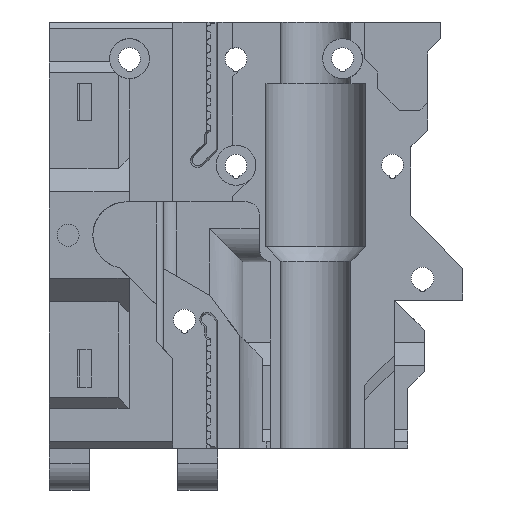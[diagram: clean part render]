
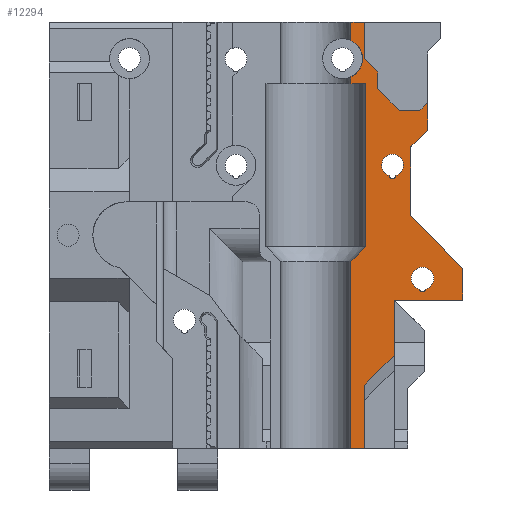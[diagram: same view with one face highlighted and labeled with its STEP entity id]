
A CAD part, front view. The second image highlights one B-rep face of the part: STEP entity #12294.
In plain terms, the highlighted planar face has unit normal (0, -1, 0).
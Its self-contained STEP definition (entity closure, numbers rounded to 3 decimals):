
#482=CIRCLE('',#13136,0.5);
#486=CIRCLE('',#13143,1.65);
#500=CIRCLE('',#13173,3.);
#501=CIRCLE('',#13174,1.7);
#502=CIRCLE('',#13175,0.5);
#685=FACE_BOUND('',#2069,.T.);
#686=FACE_BOUND('',#2070,.T.);
#873=PLANE('',#13172);
#1388=FACE_OUTER_BOUND('',#2068,.T.);
#2068=EDGE_LOOP('',(#9843,#9844,#9845,#9846,#9847,#9848,#9849,#9850,#9851,
#9852,#9853,#9854,#9855,#9856,#9857,#9858,#9859,#9860,#9861,#9862,#9863,
#9864,#9865,#9866,#9867));
#2069=EDGE_LOOP('',(#9868,#9869));
#2070=EDGE_LOOP('',(#9870,#9871));
#2753=LINE('',#18409,#4011);
#2814=LINE('',#18578,#4072);
#2983=LINE('',#19850,#4241);
#2990=LINE('',#19863,#4248);
#3084=LINE('',#20131,#4342);
#3107=LINE('',#20185,#4365);
#3109=LINE('',#20188,#4367);
#3120=LINE('',#20211,#4378);
#3132=LINE('',#20234,#4390);
#3133=LINE('',#20237,#4391);
#3136=LINE('',#20243,#4394);
#3138=LINE('',#20247,#4396);
#3140=LINE('',#20251,#4398);
#3142=LINE('',#20255,#4400);
#3144=LINE('',#20258,#4402);
#3159=LINE('',#20312,#4417);
#3193=LINE('',#20430,#4451);
#3194=LINE('',#20433,#4452);
#3195=LINE('',#20435,#4453);
#3196=LINE('',#20436,#4454);
#3197=LINE('',#20440,#4455);
#3198=LINE('',#20442,#4456);
#3199=LINE('',#20444,#4457);
#3200=LINE('',#20445,#4458);
#4011=VECTOR('',#14315,10.);
#4072=VECTOR('',#14456,10.);
#4241=VECTOR('',#14903,10.);
#4248=VECTOR('',#14912,10.);
#4342=VECTOR('',#15142,10.);
#4365=VECTOR('',#15189,10.);
#4367=VECTOR('',#15193,10.);
#4378=VECTOR('',#15208,10.);
#4390=VECTOR('',#15224,10.);
#4391=VECTOR('',#15227,10.);
#4394=VECTOR('',#15232,10.);
#4396=VECTOR('',#15236,10.);
#4398=VECTOR('',#15240,10.);
#4400=VECTOR('',#15244,10.);
#4402=VECTOR('',#15248,10.);
#4417=VECTOR('',#15301,10.);
#4451=VECTOR('',#15383,10.);
#4452=VECTOR('',#15386,10.);
#4453=VECTOR('',#15387,10.);
#4454=VECTOR('',#15388,10.);
#4455=VECTOR('',#15391,10.);
#4456=VECTOR('',#15392,10.);
#4457=VECTOR('',#15393,10.);
#4458=VECTOR('',#15394,10.);
#5449=VERTEX_POINT('',#18403);
#5451=VERTEX_POINT('',#18407);
#5519=VERTEX_POINT('',#18577);
#5756=VERTEX_POINT('',#19843);
#5759=VERTEX_POINT('',#19848);
#5764=VERTEX_POINT('',#19861);
#5842=VERTEX_POINT('',#20128);
#5843=VERTEX_POINT('',#20130);
#5862=VERTEX_POINT('',#20184);
#5872=VERTEX_POINT('',#20209);
#5881=VERTEX_POINT('',#20232);
#5882=VERTEX_POINT('',#20236);
#5883=VERTEX_POINT('',#20240);
#5884=VERTEX_POINT('',#20242);
#5885=VERTEX_POINT('',#20246);
#5886=VERTEX_POINT('',#20250);
#5887=VERTEX_POINT('',#20254);
#5893=VERTEX_POINT('',#20274);
#5894=VERTEX_POINT('',#20276);
#5901=VERTEX_POINT('',#20295);
#5902=VERTEX_POINT('',#20297);
#5907=VERTEX_POINT('',#20311);
#5941=VERTEX_POINT('',#20428);
#5942=VERTEX_POINT('',#20432);
#5943=VERTEX_POINT('',#20434);
#5944=VERTEX_POINT('',#20437);
#5945=VERTEX_POINT('',#20439);
#5946=VERTEX_POINT('',#20441);
#5947=VERTEX_POINT('',#20443);
#6761=EDGE_CURVE('',#5449,#5451,#2753,.T.);
#6845=EDGE_CURVE('',#5449,#5519,#2814,.T.);
#7153=EDGE_CURVE('',#5759,#5756,#2983,.T.);
#7160=EDGE_CURVE('',#5764,#5759,#2990,.T.);
#7285=EDGE_CURVE('',#5842,#5843,#3084,.T.);
#7312=EDGE_CURVE('',#5862,#5842,#3107,.T.);
#7314=EDGE_CURVE('',#5764,#5843,#3109,.T.);
#7325=EDGE_CURVE('',#5872,#5862,#3120,.T.);
#7337=EDGE_CURVE('',#5519,#5881,#3132,.T.);
#7338=EDGE_CURVE('',#5756,#5882,#3133,.T.);
#7341=EDGE_CURVE('',#5883,#5884,#3136,.T.);
#7343=EDGE_CURVE('',#5884,#5885,#3138,.T.);
#7345=EDGE_CURVE('',#5885,#5886,#3140,.T.);
#7347=EDGE_CURVE('',#5881,#5887,#3142,.T.);
#7349=EDGE_CURVE('',#5887,#5883,#3144,.T.);
#7357=EDGE_CURVE('',#5894,#5893,#482,.T.);
#7367=EDGE_CURVE('',#5902,#5901,#486,.T.);
#7374=EDGE_CURVE('',#5882,#5907,#3159,.T.);
#7422=EDGE_CURVE('',#5941,#5907,#3193,.T.);
#7423=EDGE_CURVE('',#5941,#5942,#3194,.T.);
#7424=EDGE_CURVE('',#5943,#5872,#3195,.T.);
#7425=EDGE_CURVE('',#5886,#5943,#3196,.T.);
#7426=EDGE_CURVE('',#5451,#5944,#500,.T.);
#7427=EDGE_CURVE('',#5944,#5945,#3197,.T.);
#7428=EDGE_CURVE('',#5945,#5946,#3198,.T.);
#7429=EDGE_CURVE('',#5946,#5947,#3199,.T.);
#7430=EDGE_CURVE('',#5947,#5942,#3200,.T.);
#7431=EDGE_CURVE('',#5893,#5894,#501,.T.);
#7432=EDGE_CURVE('',#5901,#5902,#502,.T.);
#9843=ORIENTED_EDGE('',*,*,#7423,.F.);
#9844=ORIENTED_EDGE('',*,*,#7422,.T.);
#9845=ORIENTED_EDGE('',*,*,#7374,.F.);
#9846=ORIENTED_EDGE('',*,*,#7338,.F.);
#9847=ORIENTED_EDGE('',*,*,#7153,.F.);
#9848=ORIENTED_EDGE('',*,*,#7160,.F.);
#9849=ORIENTED_EDGE('',*,*,#7314,.T.);
#9850=ORIENTED_EDGE('',*,*,#7285,.F.);
#9851=ORIENTED_EDGE('',*,*,#7312,.F.);
#9852=ORIENTED_EDGE('',*,*,#7325,.F.);
#9853=ORIENTED_EDGE('',*,*,#7424,.F.);
#9854=ORIENTED_EDGE('',*,*,#7425,.F.);
#9855=ORIENTED_EDGE('',*,*,#7345,.F.);
#9856=ORIENTED_EDGE('',*,*,#7343,.F.);
#9857=ORIENTED_EDGE('',*,*,#7341,.F.);
#9858=ORIENTED_EDGE('',*,*,#7349,.F.);
#9859=ORIENTED_EDGE('',*,*,#7347,.F.);
#9860=ORIENTED_EDGE('',*,*,#7337,.F.);
#9861=ORIENTED_EDGE('',*,*,#6845,.F.);
#9862=ORIENTED_EDGE('',*,*,#6761,.T.);
#9863=ORIENTED_EDGE('',*,*,#7426,.T.);
#9864=ORIENTED_EDGE('',*,*,#7427,.T.);
#9865=ORIENTED_EDGE('',*,*,#7428,.T.);
#9866=ORIENTED_EDGE('',*,*,#7429,.T.);
#9867=ORIENTED_EDGE('',*,*,#7430,.T.);
#9868=ORIENTED_EDGE('',*,*,#7431,.T.);
#9869=ORIENTED_EDGE('',*,*,#7357,.T.);
#9870=ORIENTED_EDGE('',*,*,#7432,.T.);
#9871=ORIENTED_EDGE('',*,*,#7367,.T.);
#12294=ADVANCED_FACE('',(#1388,#685,#686),#873,.T.);
#13136=AXIS2_PLACEMENT_3D('',#20277,#15267,#15268);
#13143=AXIS2_PLACEMENT_3D('',#20298,#15287,#15288);
#13172=AXIS2_PLACEMENT_3D('',#20431,#15384,#15385);
#13173=AXIS2_PLACEMENT_3D('',#20438,#15389,#15390);
#13174=AXIS2_PLACEMENT_3D('',#20446,#15395,#15396);
#13175=AXIS2_PLACEMENT_3D('',#20447,#15397,#15398);
#14315=DIRECTION('',(0.,0.,-1.));
#14456=DIRECTION('',(1.,0.,0.));
#14903=DIRECTION('',(-0.707,0.,-0.707));
#14912=DIRECTION('',(0.,0.,-1.));
#15142=DIRECTION('',(0.,0.,-1.));
#15189=DIRECTION('',(0.696,0.,-0.718));
#15193=DIRECTION('',(1.,0.,0.));
#15208=DIRECTION('',(0.,0.,-1.));
#15224=DIRECTION('',(0.,0.,-1.));
#15227=DIRECTION('',(0.,0.,-1.));
#15232=DIRECTION('',(0.707,0.,-0.707));
#15236=DIRECTION('',(1.,0.,0.));
#15240=DIRECTION('',(0.707,0.,0.707));
#15244=DIRECTION('',(0.707,0.,-0.707));
#15248=DIRECTION('',(0.,0.,-1.));
#15267=DIRECTION('center_axis',(0.,1.,0.));
#15268=DIRECTION('ref_axis',(1.,0.,0.));
#15287=DIRECTION('center_axis',(0.,1.,0.));
#15288=DIRECTION('ref_axis',(1.,0.,0.));
#15301=DIRECTION('',(-1.,0.,0.));
#15383=DIRECTION('',(0.,0.,-1.));
#15384=DIRECTION('center_axis',(0.,-1.,0.));
#15385=DIRECTION('ref_axis',(-1.,0.,0.));
#15386=DIRECTION('',(0.707,0.,0.707));
#15387=DIRECTION('',(-0.707,0.,-0.707));
#15388=DIRECTION('',(0.,0.,-1.));
#15389=DIRECTION('center_axis',(0.,1.,0.));
#15390=DIRECTION('ref_axis',(1.,0.,0.));
#15391=DIRECTION('',(0.,0.,-1.));
#15392=DIRECTION('',(1.,0.,0.));
#15393=DIRECTION('',(0.,0.,-1.));
#15394=DIRECTION('',(-1.,0.,0.));
#15395=DIRECTION('center_axis',(0.,1.,0.));
#15396=DIRECTION('ref_axis',(1.,0.,0.));
#15397=DIRECTION('center_axis',(0.,1.,0.));
#15398=DIRECTION('ref_axis',(1.,0.,0.));
#18403=CARTESIAN_POINT('',(45.25,-5.25,0.));
#18407=CARTESIAN_POINT('',(45.25,-5.25,-2.773));
#18409=CARTESIAN_POINT('',(45.25,-5.25,0.));
#18577=CARTESIAN_POINT('',(47.25,-5.25,0.));
#18578=CARTESIAN_POINT('',(45.25,-5.25,0.));
#19843=CARTESIAN_POINT('',(47.25,-5.25,-54.5));
#19848=CARTESIAN_POINT('',(51.75,-5.25,-50.));
#19850=CARTESIAN_POINT('',(47.25,-5.25,-54.5));
#19861=CARTESIAN_POINT('',(51.75,-5.25,-41.75));
#19863=CARTESIAN_POINT('',(51.75,-5.25,-37.25));
#20128=CARTESIAN_POINT('',(62.,-5.25,-37.));
#20130=CARTESIAN_POINT('',(62.,-5.25,-41.75));
#20131=CARTESIAN_POINT('',(62.,-5.25,0.));
#20184=CARTESIAN_POINT('',(54.25,-5.25,-29.));
#20185=CARTESIAN_POINT('',(55.242,-5.25,-30.024));
#20188=CARTESIAN_POINT('',(62.,-5.25,-41.75));
#20209=CARTESIAN_POINT('',(54.25,-5.25,-18.75));
#20211=CARTESIAN_POINT('',(54.25,-5.25,-25.375));
#20232=CARTESIAN_POINT('',(47.25,-5.25,-5.5));
#20234=CARTESIAN_POINT('',(47.25,-5.25,0.));
#20236=CARTESIAN_POINT('',(47.25,-5.25,-64.));
#20237=CARTESIAN_POINT('',(47.25,-5.25,0.));
#20240=CARTESIAN_POINT('',(49.25,-5.25,-10.));
#20242=CARTESIAN_POINT('',(52.5,-5.25,-13.25));
#20243=CARTESIAN_POINT('',(52.5,-5.25,-13.25));
#20246=CARTESIAN_POINT('',(55.6,-5.25,-13.25));
#20247=CARTESIAN_POINT('',(55.6,-5.25,-13.25));
#20250=CARTESIAN_POINT('',(56.75,-5.25,-12.1));
#20251=CARTESIAN_POINT('',(56.75,-5.25,-12.1));
#20254=CARTESIAN_POINT('',(49.25,-5.25,-7.5));
#20255=CARTESIAN_POINT('',(49.25,-5.25,-7.5));
#20258=CARTESIAN_POINT('',(49.25,-5.25,-10.));
#20274=CARTESIAN_POINT('',(55.517,-5.25,-40.13));
#20276=CARTESIAN_POINT('',(56.483,-5.25,-40.13));
#20277=CARTESIAN_POINT('Origin',(56.,-5.25,-40.));
#20295=CARTESIAN_POINT('',(51.994,-5.25,-23.074));
#20297=CARTESIAN_POINT('',(51.006,-5.25,-23.074));
#20298=CARTESIAN_POINT('Origin',(51.5,-5.25,-21.5));
#20311=CARTESIAN_POINT('',(45.25,-5.25,-64.));
#20312=CARTESIAN_POINT('',(45.25,-5.25,-64.));
#20428=CARTESIAN_POINT('',(45.25,-5.25,-35.9));
#20430=CARTESIAN_POINT('',(45.25,-5.25,0.));
#20431=CARTESIAN_POINT('Origin',(47.25,-5.25,0.));
#20432=CARTESIAN_POINT('',(47.4,-5.25,-33.75));
#20433=CARTESIAN_POINT('',(55.263,-5.25,-25.887));
#20434=CARTESIAN_POINT('',(56.75,-5.25,-16.25));
#20435=CARTESIAN_POINT('',(52.438,-5.25,-20.562));
#20436=CARTESIAN_POINT('',(56.75,-5.25,-18.25));
#20437=CARTESIAN_POINT('',(45.25,-5.25,-8.227));
#20438=CARTESIAN_POINT('Origin',(44.,-5.25,-5.5));
#20439=CARTESIAN_POINT('',(45.25,-5.25,-9.25));
#20440=CARTESIAN_POINT('',(45.25,-5.25,0.));
#20441=CARTESIAN_POINT('',(47.5,-5.25,-9.25));
#20442=CARTESIAN_POINT('',(43.625,-5.25,-9.25));
#20443=CARTESIAN_POINT('',(47.5,-5.25,-33.75));
#20444=CARTESIAN_POINT('',(47.5,-5.25,-4.625));
#20445=CARTESIAN_POINT('',(43.625,-5.25,-33.75));
#20446=CARTESIAN_POINT('Origin',(56.,-5.25,-38.5));
#20447=CARTESIAN_POINT('Origin',(51.5,-5.25,-23.));
